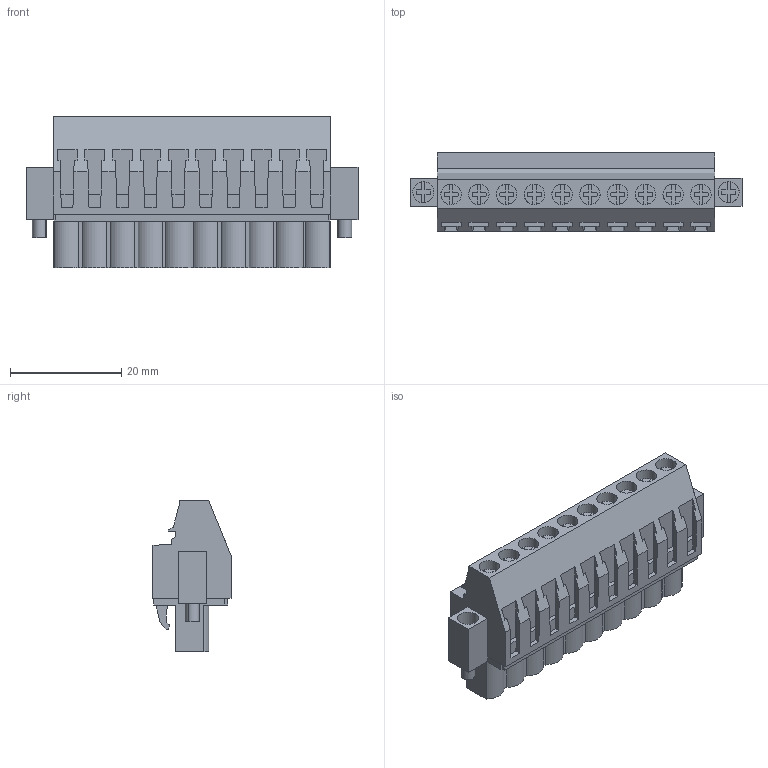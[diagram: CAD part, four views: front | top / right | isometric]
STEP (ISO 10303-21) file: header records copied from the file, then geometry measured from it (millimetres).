
FILE_DESCRIPTION(('CATIA V5 STEP Exchange','CAx-IF Rec.Pracs.--- Model Styling and Organization---1.2---2011-12-15'),'2;1');
FILE_NAME ('D1460486_0_1959430000_1959430000.stp','2017-09-20T14:59:07+00:00',('none'),('Weidmueller'),'CATIA Version 5-6 Release 2014','CATIA V5 STEP AP214','none');
FILE_SCHEMA(('AUTOMOTIVE_DESIGN { 1 0 10303 214 1 1 1 1 }'));
Length unit declared in the file: millimetre
Products named in the file (1): 1959430000
Bounding box: 59.8 x 14.05 x 27.2 mm (x, y, z)
Volume: 11797 mm3; surface area: 7504 mm2
Topology: 13 solids, 13 shells, 718 faces, 1966 edges, 1321 vertices
Faces by surface type: plane 600, cylinder 108, extrusion 10
Entity records: 21071 total; most frequent: ORIENTED_EDGE 3932, CARTESIAN_POINT 3917, DIRECTION 2812, EDGE_CURVE 1966, VECTOR 1680, LINE 1670, VERTEX_POINT 1321, EDGE_LOOP 770
